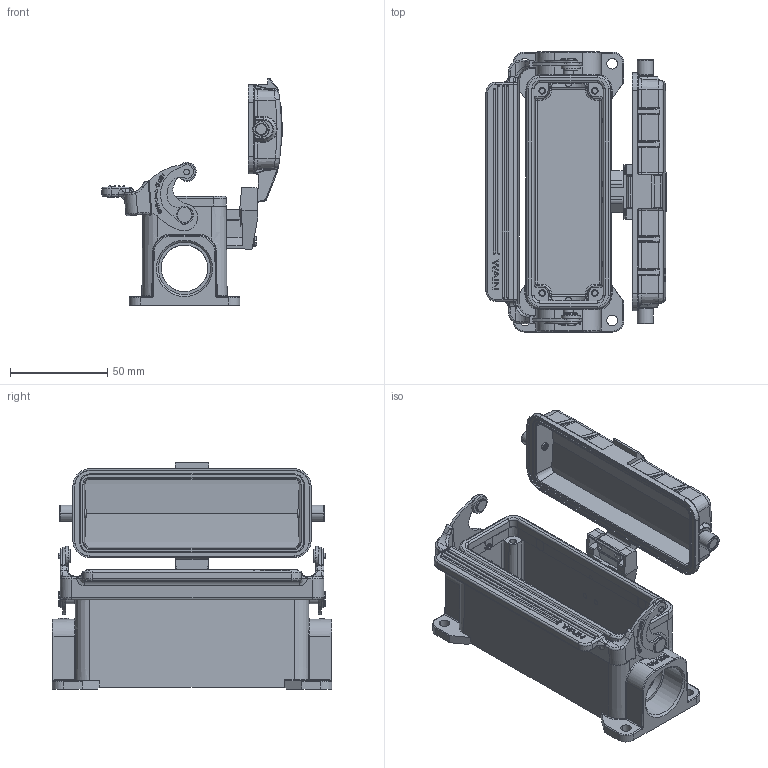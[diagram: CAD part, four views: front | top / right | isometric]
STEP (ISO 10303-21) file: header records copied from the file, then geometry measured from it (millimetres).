
FILE_DESCRIPTION(/* description */ (''),/* implementation_level */ '2;1');
FILE_NAME(/* name */ '3D_1240242611131_HV24B-SF-1L_SC-MCV-2PG21_V1.1.stp',/* time_stamp */ '2024-01-12T13:24:24+08:00',/* author */ (''),/* organization */ (''),/* preprocessor_version */ 'ST-DEVELOPER v18.1',/* originating_system */ 'SIEMENS PLM Software NX 1980',/* authorisation */ '');
FILE_SCHEMA (('AUTOMOTIVE_DESIGN { 1 0 10303 214 3 1 1 1 }'));
Products named in the file (1): 145919DCBBD54dno
Bounding box: 92.69 x 144 x 116.52 mm (x, y, z)
Volume: 160162.8 mm3; surface area: 107265.6 mm2
Topology: 23 solids, 32 shells, 2490 faces, 6545 edges, 4203 vertices
Faces by surface type: cylinder 1037, plane 918, torus 276, bspline 114, cone 74, extrusion 43, sphere 28
Full cylindrical faces by diameter (mm): 1.9 x2, 3 x4, 4 x2, 4.9 x2, 8 x2, 24 x2, 26.9 x2
Entity records: 93734 total; most frequent: CARTESIAN_POINT 35602, ORIENTED_EDGE 12915, DIRECTION 10337, EDGE_CURVE 6482, VERTEX_POINT 4191, AXIS2_PLACEMENT_3D 3769, VECTOR 2799, LINE 2756
